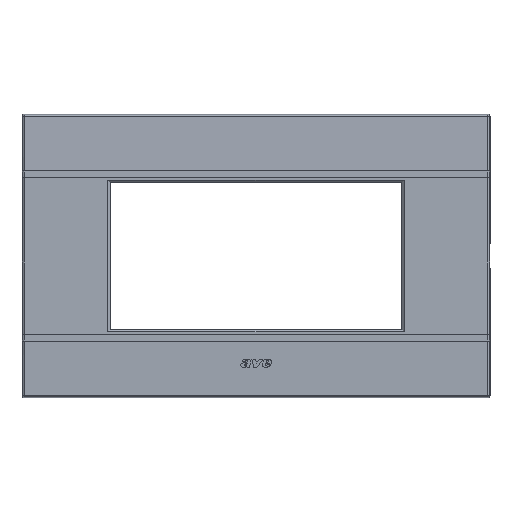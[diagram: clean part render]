
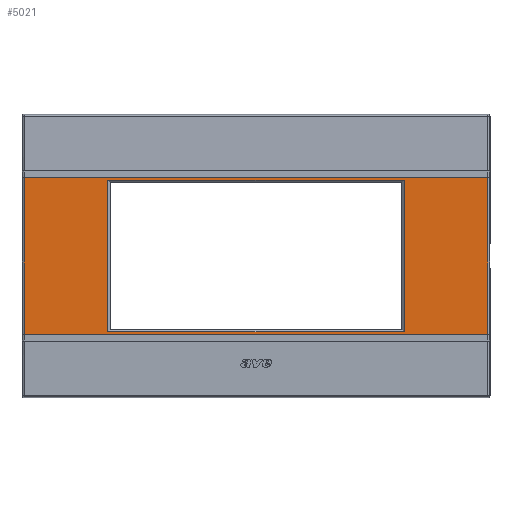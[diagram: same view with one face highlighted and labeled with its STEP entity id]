
A CAD part, top view. The second image highlights one B-rep face of the part: STEP entity #5021.
In plain terms, the highlighted planar face has unit normal (0, 0, 1).
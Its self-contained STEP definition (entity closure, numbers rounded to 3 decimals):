
#4448=CARTESIAN_POINT('Vertex',(-72.013,24.353,5.)) ;
#4451=CARTESIAN_POINT('Line Origine',(36.375,24.353,5.)) ;
#4455=CARTESIAN_POINT('Vertex',(72.013,24.353,5.)) ;
#4550=CARTESIAN_POINT('Line Origine',(72.013,21.75,5.)) ;
#4554=CARTESIAN_POINT('Vertex',(72.013,-24.353,5.)) ;
#4964=CARTESIAN_POINT('Axis2P3D Location',(0.,0.,5.)) ;
#4969=CARTESIAN_POINT('Line Origine',(-72.013,0.,5.)) ;
#4973=CARTESIAN_POINT('Vertex',(-72.013,-24.353,5.)) ;
#4976=CARTESIAN_POINT('Line Origine',(0.,-24.353,5.)) ;
#4987=CARTESIAN_POINT('Line Origine',(46.14,0.,5.)) ;
#4991=CARTESIAN_POINT('Vertex',(46.14,-23.615,5.)) ;
#4993=CARTESIAN_POINT('Vertex',(46.14,23.615,5.)) ;
#4996=CARTESIAN_POINT('Line Origine',(0.,-23.615,5.)) ;
#5000=CARTESIAN_POINT('Vertex',(-46.14,-23.615,5.)) ;
#5003=CARTESIAN_POINT('Line Origine',(-46.14,0.,5.)) ;
#5007=CARTESIAN_POINT('Vertex',(-46.14,23.615,5.)) ;
#5010=CARTESIAN_POINT('Line Origine',(0.,23.615,5.)) ;
#4452=DIRECTION('Vector Direction',(1.,0.,0.)) ;
#4551=DIRECTION('Vector Direction',(0.,-1.,0.)) ;
#4965=DIRECTION('Axis2P3D Direction',(0.,0.,1.)) ;
#4966=DIRECTION('Axis2P3D XDirection',(1.,0.,0.)) ;
#4970=DIRECTION('Vector Direction',(0.,-1.,0.)) ;
#4977=DIRECTION('Vector Direction',(1.,0.,0.)) ;
#4988=DIRECTION('Vector Direction',(0.,1.,0.)) ;
#4997=DIRECTION('Vector Direction',(1.,0.,0.)) ;
#5004=DIRECTION('Vector Direction',(0.,1.,0.)) ;
#5011=DIRECTION('Vector Direction',(1.,0.,0.)) ;
#4967=AXIS2_PLACEMENT_3D('Plane Axis2P3D',#4964,#4965,#4966) ;
#4982=ORIENTED_EDGE('',*,*,#4556,.F.) ;
#4983=ORIENTED_EDGE('',*,*,#4457,.T.) ;
#4984=ORIENTED_EDGE('',*,*,#4975,.T.) ;
#4985=ORIENTED_EDGE('',*,*,#4980,.F.) ;
#5016=ORIENTED_EDGE('',*,*,#4995,.F.) ;
#5017=ORIENTED_EDGE('',*,*,#5002,.T.) ;
#5018=ORIENTED_EDGE('',*,*,#5009,.T.) ;
#5019=ORIENTED_EDGE('',*,*,#5014,.F.) ;
#5020=FACE_BOUND('',#5015,.T.) ;
#4453=VECTOR('Line Direction',#4452,1.) ;
#4552=VECTOR('Line Direction',#4551,1.) ;
#4971=VECTOR('Line Direction',#4970,1.) ;
#4978=VECTOR('Line Direction',#4977,1.) ;
#4989=VECTOR('Line Direction',#4988,1.) ;
#4998=VECTOR('Line Direction',#4997,1.) ;
#5005=VECTOR('Line Direction',#5004,1.) ;
#5012=VECTOR('Line Direction',#5011,1.) ;
#5021=ADVANCED_FACE('PartBody',(#4986,#5020),#4968,.T.) ;
#4457=EDGE_CURVE('',#4456,#4449,#4454,.F.) ;
#4556=EDGE_CURVE('',#4456,#4555,#4553,.T.) ;
#4975=EDGE_CURVE('',#4449,#4974,#4972,.T.) ;
#4980=EDGE_CURVE('',#4555,#4974,#4979,.F.) ;
#4995=EDGE_CURVE('',#4992,#4994,#4990,.T.) ;
#5002=EDGE_CURVE('',#4992,#5001,#4999,.F.) ;
#5009=EDGE_CURVE('',#5001,#5008,#5006,.T.) ;
#5014=EDGE_CURVE('',#4994,#5008,#5013,.F.) ;
#4981=EDGE_LOOP('',(#4982,#4983,#4984,#4985)) ;
#5015=EDGE_LOOP('',(#5016,#5017,#5018,#5019)) ;
#4986=FACE_OUTER_BOUND('',#4981,.T.) ;
#4454=LINE('Line',#4451,#4453) ;
#4553=LINE('Line',#4550,#4552) ;
#4972=LINE('Line',#4969,#4971) ;
#4979=LINE('Line',#4976,#4978) ;
#4990=LINE('Line',#4987,#4989) ;
#4999=LINE('Line',#4996,#4998) ;
#5006=LINE('Line',#5003,#5005) ;
#5013=LINE('Line',#5010,#5012) ;
#4968=PLANE('',#4967) ;
#4449=VERTEX_POINT('',#4448) ;
#4456=VERTEX_POINT('',#4455) ;
#4555=VERTEX_POINT('',#4554) ;
#4974=VERTEX_POINT('',#4973) ;
#4992=VERTEX_POINT('',#4991) ;
#4994=VERTEX_POINT('',#4993) ;
#5001=VERTEX_POINT('',#5000) ;
#5008=VERTEX_POINT('',#5007) ;
